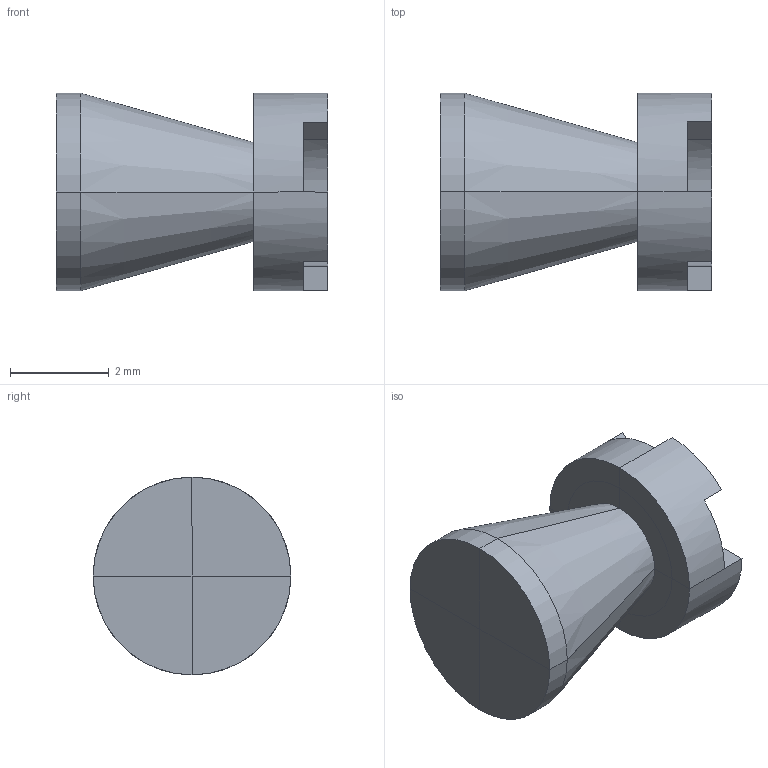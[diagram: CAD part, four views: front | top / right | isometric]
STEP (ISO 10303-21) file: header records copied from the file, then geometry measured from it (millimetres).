
FILE_DESCRIPTION(('Open CASCADE Model'),'2;1');
FILE_NAME('Open CASCADE Shape Model','2024-12-01T22:22:45',('Author'),( 'Open CASCADE'),'Open CASCADE STEP processor 7.1','Open CASCADE 7.1' ,'Unknown');
FILE_SCHEMA(('AUTOMOTIVE_DESIGN { 1 0 10303 214 1 1 1 1 }'));
Length unit declared in the file: millimetre
Products named in the file (1): Open CASCADE STEP translator 7.1 1
Bounding box: 5.5 x 4 x 4 mm (x, y, z)
Volume: 42.3 mm3; surface area: 99.9 mm2
Topology: 1 solids, 1 shells, 52 faces, 112 edges, 62 vertices
Faces by surface type: plane 36, cylinder 12, cone 4
Entity records: 2806 total; most frequent: CARTESIAN_POINT 523, DIRECTION 434, ORIENTED_EDGE 224, PCURVE 224, DEFINITIONAL_REPRESENTATION 224, LINE 196, VECTOR 196, EDGE_CURVE 112
